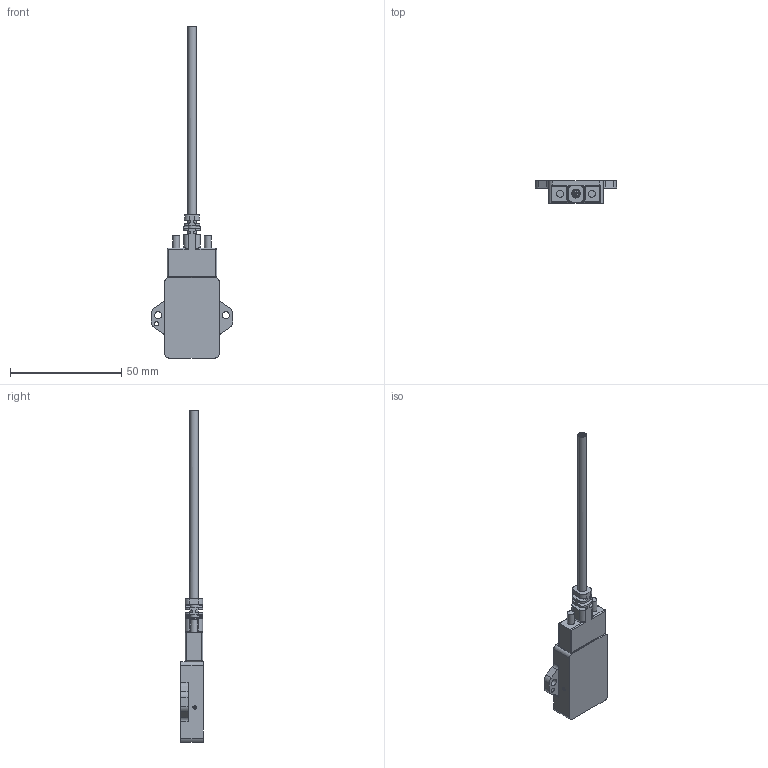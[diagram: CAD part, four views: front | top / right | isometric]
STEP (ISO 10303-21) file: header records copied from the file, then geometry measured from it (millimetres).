
FILE_DESCRIPTION(/* description */ (''),/* implementation_level */ '2;1');
FILE_NAME(/* name */ 'GV7_ASY_With_Cable_SingleBody.stp',/* time_stamp */ '2023-06-12T15:04:10-04:00',/* author */ ('576798'),/* organization */ (''),/* preprocessor_version */ 'ST-DEVELOPER v17.2',/* originating_system */ 'Autodesk Inventor 2019',/* authorisation */ '');
FILE_SCHEMA (('AUTOMOTIVE_DESIGN { 1 0 10303 214 3 1 1 }'));
Length unit declared in the file: inch
Products named in the file (1): GV7_ASY_With_Cable_For_Manual_Shrinkwrap_2
Bounding box: 36.58 x 10.16 x 149.46 mm (x, y, z)
Volume: 12647.1 mm3; surface area: 9853.1 mm2
Topology: 1 solids, 1 shells, 449 faces, 1207 edges, 745 vertices
Faces by surface type: cylinder 288, plane 115, torus 16, cone 12, bspline 12, sphere 6
Full cylindrical faces by diameter (mm): 0.635 x4, 1.145 x56, 1.219 x52, 1.6 x8, 1.803 x4, 2 x1, 2.019 x1, 3.124 x2, 3.175 x2, 3.81 x1
Entity records: 27821 total; most frequent: CARTESIAN_POINT 16435, ORIENTED_EDGE 2398, DIRECTION 2140, EDGE_CURVE 1199, AXIS2_PLACEMENT_3D 816, VERTEX_POINT 745, LINE 508, VECTOR 508
